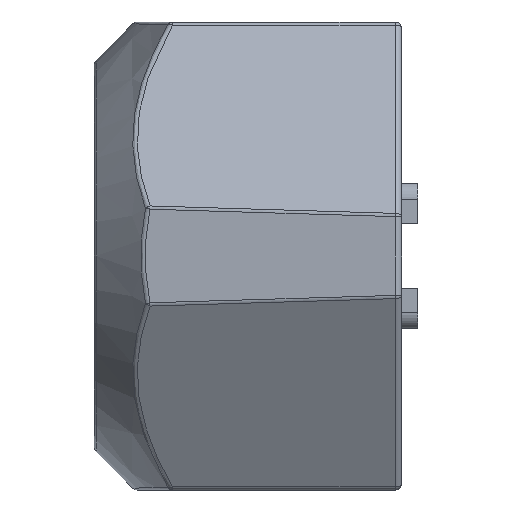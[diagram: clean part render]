
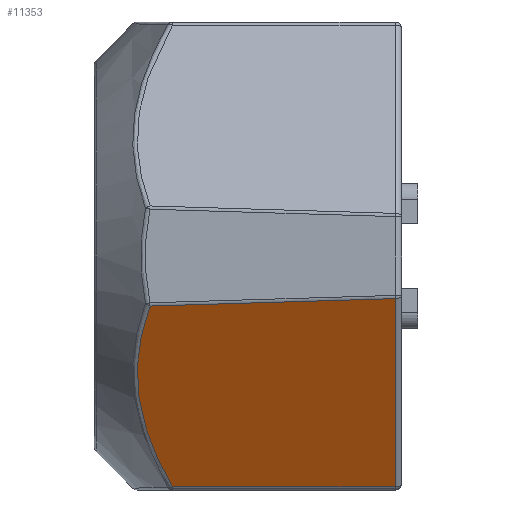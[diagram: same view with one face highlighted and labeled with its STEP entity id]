
A CAD part, left-side view. The second image highlights one B-rep face of the part: STEP entity #11353.
In plain terms, the highlighted planar face has unit normal (-0.866, 0, -0.5).
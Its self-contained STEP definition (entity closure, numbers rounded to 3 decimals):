
#240 = VERTEX_POINT ( 'NONE', #12102 ) ;
#305 = DIRECTION ( 'NONE',  ( 0.866, 0., 0.5 ) ) ;
#537 = EDGE_CURVE ( 'NONE', #1706, #240, #4842, .T. ) ;
#1415 = VECTOR ( 'NONE', #8149, 1000. ) ;
#1450 = FACE_OUTER_BOUND ( 'NONE', #3157, .T. ) ;
#1517 = CARTESIAN_POINT ( 'NONE',  ( -18.248, 8.047, -4.891 ) ) ;
#1706 = VERTEX_POINT ( 'NONE', #8157 ) ;
#1997 = B_SPLINE_CURVE_WITH_KNOTS ( 'NONE', 3,
 ( #5754, #4679, #12227, #9054, #13243, #8980, #11072, #3379, #1517, #3527, #8908, #2598, #12375, #7753 ),
 .UNSPECIFIED., .F., .F.,
 ( 4, 2, 2, 2, 2, 2, 4 ),
 ( 0., 0.002, 0.003, 0.003, 0.004, 0.005, 0.007 ),
 .UNSPECIFIED. ) ;
#2056 = VERTEX_POINT ( 'NONE', #4836 ) ;
#2237 = DIRECTION ( 'NONE',  ( 0.017, 0.999, -0.03 ) ) ;
#2305 = PLANE ( 'NONE',  #2603 ) ;
#2598 = CARTESIAN_POINT ( 'NONE',  ( -17.448, 7.573, -6.275 ) ) ;
#2603 = AXIS2_PLACEMENT_3D ( 'NONE', #4460, #305, #5610 ) ;
#3008 = CARTESIAN_POINT ( 'NONE',  ( -16.944, 1.5, -7.15 ) ) ;
#3157 = EDGE_LOOP ( 'NONE', ( #8423, #6548, #5933, #6739 ) ) ;
#3379 = CARTESIAN_POINT ( 'NONE',  ( -18.386, 8.099, -4.651 ) ) ;
#3423 = EDGE_CURVE ( 'NONE', #2056, #13595, #1997, .T. ) ;
#3527 = CARTESIAN_POINT ( 'NONE',  ( -17.976, 7.917, -5.361 ) ) ;
#3916 = CARTESIAN_POINT ( 'NONE',  ( -16.944, 7.102, -7.15 ) ) ;
#4460 = CARTESIAN_POINT ( 'NONE',  ( -15.804, 1.5, -9.124 ) ) ;
#4679 = CARTESIAN_POINT ( 'NONE',  ( -19.91, 7.968, -2.013 ) ) ;
#4836 = CARTESIAN_POINT ( 'NONE',  ( -20.176, 7.796, -1.551 ) ) ;
#4842 = LINE ( 'NONE', #7127, #1415 ) ;
#5610 = DIRECTION ( 'NONE',  ( 0.5, 0., -0.866 ) ) ;
#5754 = CARTESIAN_POINT ( 'NONE',  ( -20.176, 7.796, -1.551 ) ) ;
#5933 = ORIENTED_EDGE ( 'NONE', *, *, #9932, .T. ) ;
#6548 = ORIENTED_EDGE ( 'NONE', *, *, #537, .T. ) ;
#6609 = LINE ( 'NONE', #6895, #9630 ) ;
#6739 = ORIENTED_EDGE ( 'NONE', *, *, #3423, .T. ) ;
#6895 = CARTESIAN_POINT ( 'NONE',  ( -20.281, 1.813, -1.369 ) ) ;
#7127 = CARTESIAN_POINT ( 'NONE',  ( -15.804, 0.2, -9.124 ) ) ;
#7753 = CARTESIAN_POINT ( 'NONE',  ( -16.944, 7.102, -7.15 ) ) ;
#8149 = DIRECTION ( 'NONE',  ( -0.5, 0., 0.866 ) ) ;
#8157 = CARTESIAN_POINT ( 'NONE',  ( -16.944, 0.2, -7.15 ) ) ;
#8423 = ORIENTED_EDGE ( 'NONE', *, *, #13029, .T. ) ;
#8854 = VECTOR ( 'NONE', #12943, 1000. ) ;
#8908 = CARTESIAN_POINT ( 'NONE',  ( -17.843, 7.839, -5.592 ) ) ;
#8980 = CARTESIAN_POINT ( 'NONE',  ( -18.804, 8.189, -3.928 ) ) ;
#9054 = CARTESIAN_POINT ( 'NONE',  ( -19.221, 8.181, -3.205 ) ) ;
#9630 = VECTOR ( 'NONE', #2237, 1000. ) ;
#9748 = LINE ( 'NONE', #3008, #8854 ) ;
#9932 = EDGE_CURVE ( 'NONE', #240, #2056, #6609, .T. ) ;
#11072 = CARTESIAN_POINT ( 'NONE',  ( -18.664, 8.169, -4.171 ) ) ;
#11353 = ADVANCED_FACE ( 'NONE', ( #1450 ), #2305, .F. ) ;
#12102 = CARTESIAN_POINT ( 'NONE',  ( -20.309, 0.2, -1.32 ) ) ;
#12227 = CARTESIAN_POINT ( 'NONE',  ( -19.635, 8.092, -2.488 ) ) ;
#12375 = CARTESIAN_POINT ( 'NONE',  ( -17.193, 7.351, -6.717 ) ) ;
#12943 = DIRECTION ( 'NONE',  ( 0., -1., 0. ) ) ;
#13029 = EDGE_CURVE ( 'NONE', #13595, #1706, #9748, .T. ) ;
#13243 = CARTESIAN_POINT ( 'NONE',  ( -19.082, 8.195, -3.445 ) ) ;
#13595 = VERTEX_POINT ( 'NONE', #3916 ) ;
